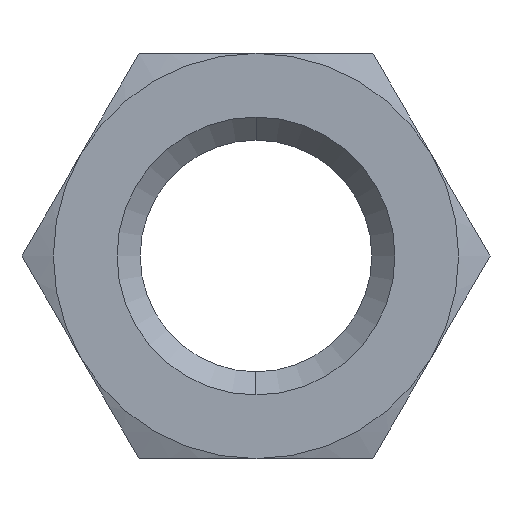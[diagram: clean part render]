
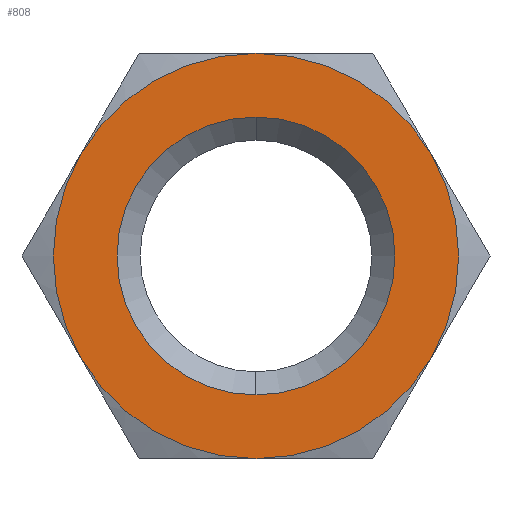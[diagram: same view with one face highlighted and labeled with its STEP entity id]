
A CAD part, front view. The second image highlights one B-rep face of the part: STEP entity #808.
In plain terms, the highlighted planar face has unit normal (0, -1, 0).
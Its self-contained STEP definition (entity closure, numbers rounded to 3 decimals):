
#333=CARTESIAN_POINT('POINT18',(0.,0.,17.5)
   );
#334=VERTEX_POINT('VERTEX18',#333);
#392=CARTESIAN_POINT('POINT21',(15.155,0.,
   8.75));
#393=VERTEX_POINT('VERTEX21',#392);
#435=CARTESIAN_POINT('POINT23',(15.155,0.,
   -8.75));
#436=VERTEX_POINT('VERTEX23',#435);
#478=CARTESIAN_POINT('POINT25',(0.,
   0.,-17.5));
#479=VERTEX_POINT('VERTEX25',#478);
#521=CARTESIAN_POINT('POINT27',(-15.155,0.,
   -8.75));
#522=VERTEX_POINT('VERTEX27',#521);
#557=CARTESIAN_POINT('POINT28',(-15.155,0.,
   8.75));
#558=VERTEX_POINT('VERTEX28',#557);
#639=CARTESIAN_POINT('POS40',(0.,0.,
   0.));
#640=DIRECTION('DIR69',(0.,-1.,0.));
#641=DIRECTION('DIR70',(0.,0.,1.));
#642=AXIS2_PLACEMENT_3D('AXIS30',#639,#640,#641);
#643=CIRCLE('ELLIPSE13',#642,17.5);
#644=EDGE_CURVE('EDGE47',#334,#558,#643,.T.);
#656=CARTESIAN_POINT('POS42',(0.,0.,
   0.));
#657=DIRECTION('DIR73',(0.,-1.,0.));
#658=DIRECTION('DIR74',(0.866,0.,
   0.5));
#659=AXIS2_PLACEMENT_3D('AXIS32',#656,#657,#658);
#660=CIRCLE('ELLIPSE14',#659,17.5);
#661=EDGE_CURVE('EDGE48',#393,#334,#660,.T.);
#673=CARTESIAN_POINT('POS44',(0.,0.,0.));
#674=DIRECTION('DIR77',(0.,-1.,0.));
#675=DIRECTION('DIR78',(0.866,0.,
   -0.5));
#676=AXIS2_PLACEMENT_3D('AXIS34',#673,#674,#675);
#677=CIRCLE('ELLIPSE15',#676,17.5);
#678=EDGE_CURVE('EDGE49',#436,#393,#677,.T.);
#690=CARTESIAN_POINT('POS46',(0.,0.,
   0.));
#691=DIRECTION('DIR81',(0.,-1.,0.));
#692=DIRECTION('DIR82',(0.,0.,-1.));
#693=AXIS2_PLACEMENT_3D('AXIS36',#690,#691,#692);
#694=CIRCLE('ELLIPSE16',#693,17.5);
#695=EDGE_CURVE('EDGE50',#479,#436,#694,.T.);
#707=CARTESIAN_POINT('POS48',(0.,0.,
   0.));
#708=DIRECTION('DIR85',(0.,-1.,0.));
#709=DIRECTION('DIR86',(-0.866,0.,
   -0.5));
#710=AXIS2_PLACEMENT_3D('AXIS38',#707,#708,#709);
#711=CIRCLE('ELLIPSE17',#710,17.5);
#712=EDGE_CURVE('EDGE51',#522,#479,#711,.T.);
#724=CARTESIAN_POINT('POS50',(0.,0.,0.));
#725=DIRECTION('DIR89',(0.,-1.,0.));
#726=DIRECTION('DIR90',(-0.866,0.,
   0.5));
#727=AXIS2_PLACEMENT_3D('AXIS40',#724,#725,#726);
#728=CIRCLE('ELLIPSE18',#727,17.5);
#729=EDGE_CURVE('EDGE52',#558,#522,#728,.T.);
#741=CARTESIAN_POINT('POINT31',(0.,
   0.,-12.));
#742=VERTEX_POINT('VERTEX31',#741);
#750=CARTESIAN_POINT('POINT32',(0.,0.,12.)
   );
#751=VERTEX_POINT('VERTEX32',#750);
#758=CARTESIAN_POINT('POS54',(0.,0.,
   0.));
#759=DIRECTION('DIR95',(0.,-1.,
   0.));
#760=DIRECTION('DIR96',(0.,0.,
   1.));
#761=AXIS2_PLACEMENT_3D('AXIS42',#758,#759,#760);
#762=CIRCLE('ELLIPSE19',#761,12.);
#763=EDGE_CURVE('EDGE55',#751,#742,#762,.T.);
#776=CARTESIAN_POINT('POS56',(0.,0.,
   0.));
#777=DIRECTION('DIR99',(0.,-1.,
   0.));
#778=DIRECTION('DIR100',(0.,0.,
   -1.));
#779=AXIS2_PLACEMENT_3D('AXIS44',#776,#777,#778);
#780=CIRCLE('ELLIPSE20',#779,12.);
#781=EDGE_CURVE('EDGE56',#742,#751,#780,.T.);
#791=ORIENTED_EDGE('COEDGE105',*,*,#781,.F.);
#792=ORIENTED_EDGE('COEDGE106',*,*,#763,.F.);
#793=EDGE_LOOP('NONE',(#791,#792));
#794=FACE_BOUND('LOOP1',#793,.T.);
#795=ORIENTED_EDGE('COEDGE107',*,*,#729,.T.);
#796=ORIENTED_EDGE('COEDGE108',*,*,#712,.T.);
#797=ORIENTED_EDGE('COEDGE109',*,*,#695,.T.);
#798=ORIENTED_EDGE('COEDGE110',*,*,#678,.T.);
#799=ORIENTED_EDGE('COEDGE111',*,*,#661,.T.);
#800=ORIENTED_EDGE('COEDGE112',*,*,#644,.T.);
#801=EDGE_LOOP('NONE',(#795,#796,#797,#798,#799,#800));
#802=FACE_BOUND('LOOP1',#801,.T.);
#803=CARTESIAN_POINT('POS58',(0.,0.,0.));
#804=DIRECTION('DIR103',(0.,1.,0.));
#805=DIRECTION('DIR104',(1.,0.,0.));
#806=AXIS2_PLACEMENT_3D('AXIS46',#803,#804,#805);
#807=PLANE('PLANE8',#806);
#808=ADVANCED_FACE('FACE26',(#794,#802),#807,.F.);
